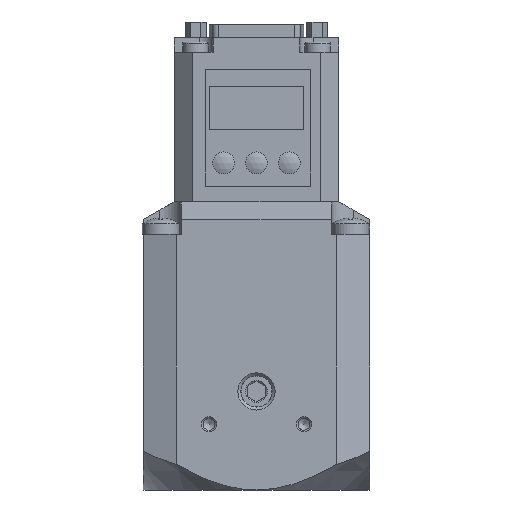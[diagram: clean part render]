
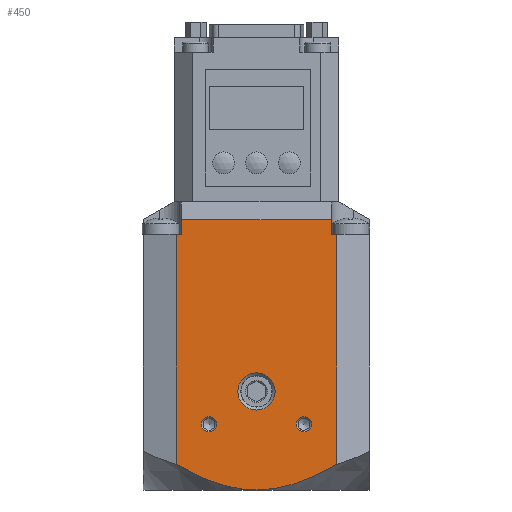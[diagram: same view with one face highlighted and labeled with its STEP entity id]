
A CAD part, front view. The second image highlights one B-rep face of the part: STEP entity #450.
In plain terms, the highlighted planar face has unit normal (0, -1, 0).
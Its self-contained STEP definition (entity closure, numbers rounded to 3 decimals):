
#450 = ADVANCED_FACE( '', ( #1068, #1069, #1070, #1071 ), #1072, .T. );
#1068 = FACE_OUTER_BOUND( '', #2227, .T. );
#1069 = FACE_BOUND( '', #2228, .T. );
#1070 = FACE_BOUND( '', #2229, .T. );
#1071 = FACE_BOUND( '', #2230, .T. );
#1072 = PLANE( '', #2231 );
#2227 = EDGE_LOOP( '', ( #4185, #4186, #4187, #4188, #4189, #4190, #4191, #4192, #4193 ) );
#2228 = EDGE_LOOP( '', ( #4194 ) );
#2229 = EDGE_LOOP( '', ( #4195 ) );
#2230 = EDGE_LOOP( '', ( #4196 ) );
#2231 = AXIS2_PLACEMENT_3D( '', #4197, #4198, #4199 );
#4185 = ORIENTED_EDGE( '', *, *, #6524, .T. );
#4186 = ORIENTED_EDGE( '', *, *, #6525, .T. );
#4187 = ORIENTED_EDGE( '', *, *, #6526, .F. );
#4188 = ORIENTED_EDGE( '', *, *, #6224, .T. );
#4189 = ORIENTED_EDGE( '', *, *, #6345, .T. );
#4190 = ORIENTED_EDGE( '', *, *, #6011, .F. );
#4191 = ORIENTED_EDGE( '', *, *, #6387, .T. );
#4192 = ORIENTED_EDGE( '', *, *, #6527, .T. );
#4193 = ORIENTED_EDGE( '', *, *, #6528, .T. );
#4194 = ORIENTED_EDGE( '', *, *, #6338, .T. );
#4195 = ORIENTED_EDGE( '', *, *, #6529, .T. );
#4196 = ORIENTED_EDGE( '', *, *, #6530, .T. );
#4197 = CARTESIAN_POINT( '', ( 22., -31., 0. ) );
#4198 = DIRECTION( '', ( 0., -1., 0. ) );
#4199 = DIRECTION( '', ( 0., 0., -1. ) );
#6011 = EDGE_CURVE( '', #6988, #6983, #6990, .T. );
#6224 = EDGE_CURVE( '', #7392, #7394, #7396, .T. );
#6338 = EDGE_CURVE( '', #7588, #7588, #7589, .T. );
#6345 = EDGE_CURVE( '', #7394, #6983, #7602, .T. );
#6387 = EDGE_CURVE( '', #6988, #7210, #7676, .T. );
#6524 = EDGE_CURVE( '', #7908, #7909, #7910, .T. );
#6525 = EDGE_CURVE( '', #7909, #7911, #7912, .T. );
#6526 = EDGE_CURVE( '', #7392, #7911, #7913, .T. );
#6527 = EDGE_CURVE( '', #7210, #7914, #7915, .T. );
#6528 = EDGE_CURVE( '', #7914, #7908, #7916, .T. );
#6529 = EDGE_CURVE( '', #7917, #7917, #7918, .T. );
#6530 = EDGE_CURVE( '', #7919, #7919, #7920, .T. );
#6983 = VERTEX_POINT( '', #8559 );
#6988 = VERTEX_POINT( '', #8566 );
#6990 = LINE( '', #8577, #8578 );
#7210 = VERTEX_POINT( '', #8907 );
#7392 = VERTEX_POINT( '', #9171 );
#7394 = VERTEX_POINT( '', #9174 );
#7396 = LINE( '', #9177, #9178 );
#7588 = VERTEX_POINT( '', #9482 );
#7589 = CIRCLE( '', #9483, 2.1 );
#7602 = LINE( '', #9500, #9501 );
#7676 = ( BOUNDED_CURVE(  )B_SPLINE_CURVE( 2, ( #9613, #9614, #9615 ), .UNSPECIFIED., .F., .F. )B_SPLINE_CURVE_WITH_KNOTS( ( 3, 3 ), ( 1.772, 4.577 ), .UNSPECIFIED. )CURVE(  )GEOMETRIC_REPRESENTATION_ITEM(  )RATIONAL_B_SPLINE_CURVE( ( 1.071, 1.092, 1. ) )REPRESENTATION_ITEM( '' ) );
#7908 = VERTEX_POINT( '', #9974 );
#7909 = VERTEX_POINT( '', #9975 );
#7910 = LINE( '', #9976, #9977 );
#7911 = VERTEX_POINT( '', #9978 );
#7912 = LINE( '', #9979, #9980 );
#7913 = LINE( '', #9981, #9982 );
#7914 = VERTEX_POINT( '', #9983 );
#7915 = ( BOUNDED_CURVE(  )B_SPLINE_CURVE( 2, ( #9986, #9987, #9988 ), .UNSPECIFIED., .F., .F. )B_SPLINE_CURVE_WITH_KNOTS( ( 3, 3 ), ( 4.577, 7.382 ), .UNSPECIFIED. )CURVE(  )GEOMETRIC_REPRESENTATION_ITEM(  )RATIONAL_B_SPLINE_CURVE( ( 1., 1.092, 1.071 ) )REPRESENTATION_ITEM( '' ) );
#7916 = LINE( '', #9994, #9995 );
#7917 = VERTEX_POINT( '', #9996 );
#7918 = CIRCLE( '', #9997, 2.1 );
#7919 = VERTEX_POINT( '', #9998 );
#7920 = CIRCLE( '', #9999, 5.1 );
#8559 = CARTESIAN_POINT( '', ( -22., -31., 70. ) );
#8566 = CARTESIAN_POINT( '', ( -22., -31., 7.013 ) );
#8577 = CARTESIAN_POINT( '', ( -22., -31., 7.013 ) );
#8578 = VECTOR( '', #11029, 1000. );
#8907 = CARTESIAN_POINT( '', ( 0., -31., 0. ) );
#9171 = CARTESIAN_POINT( '', ( -20.5, -31., 74.093 ) );
#9174 = CARTESIAN_POINT( '', ( -20.5, -31., 70. ) );
#9177 = CARTESIAN_POINT( '', ( -20.5, -31., 74.093 ) );
#9178 = VECTOR( '', #11316, 1000. );
#9482 = CARTESIAN_POINT( '', ( 15.1, -31., 18. ) );
#9483 = AXIS2_PLACEMENT_3D( '', #11462, #11463, #11464 );
#9500 = CARTESIAN_POINT( '', ( -20.5, -31., 70. ) );
#9501 = VECTOR( '', #11475, 1000. );
#9613 = CARTESIAN_POINT( '', ( -22., -31., 7.013 ) );
#9614 = CARTESIAN_POINT( '', ( -9.882, -31., 0. ) );
#9615 = CARTESIAN_POINT( '', ( 0., -31., 0. ) );
#9974 = CARTESIAN_POINT( '', ( 22., -31., 70. ) );
#9975 = CARTESIAN_POINT( '', ( 20.5, -31., 70. ) );
#9976 = CARTESIAN_POINT( '', ( 22., -31., 70. ) );
#9977 = VECTOR( '', #11730, 1000. );
#9978 = CARTESIAN_POINT( '', ( 20.5, -31., 74.093 ) );
#9979 = CARTESIAN_POINT( '', ( 20.5, -31., 70. ) );
#9980 = VECTOR( '', #11731, 1000. );
#9981 = CARTESIAN_POINT( '', ( -20.5, -31., 74.093 ) );
#9982 = VECTOR( '', #11732, 1000. );
#9983 = CARTESIAN_POINT( '', ( 22., -31., 7.013 ) );
#9986 = CARTESIAN_POINT( '', ( 0., -31., 0. ) );
#9987 = CARTESIAN_POINT( '', ( 9.882, -31., 0. ) );
#9988 = CARTESIAN_POINT( '', ( 22., -31., 7.013 ) );
#9994 = CARTESIAN_POINT( '', ( 22., -31., 7.013 ) );
#9995 = VECTOR( '', #11733, 1000. );
#9996 = CARTESIAN_POINT( '', ( -10.9, -31., 18. ) );
#9997 = AXIS2_PLACEMENT_3D( '', #11734, #11735, #11736 );
#9998 = CARTESIAN_POINT( '', ( 5.1, -31., 27. ) );
#9999 = AXIS2_PLACEMENT_3D( '', #11737, #11738, #11739 );
#11029 = DIRECTION( '', ( 0., 0., 1. ) );
#11316 = DIRECTION( '', ( 0., 0., -1. ) );
#11462 = CARTESIAN_POINT( '', ( 13., -31., 18. ) );
#11463 = DIRECTION( '', ( 0., 1., 0. ) );
#11464 = DIRECTION( '', ( 1., 0., 0. ) );
#11475 = DIRECTION( '', ( -1., 0., 0. ) );
#11730 = DIRECTION( '', ( -1., 0., 0. ) );
#11731 = DIRECTION( '', ( 0., 0., 1. ) );
#11732 = DIRECTION( '', ( 1., 0., 0. ) );
#11733 = DIRECTION( '', ( 0., 0., 1. ) );
#11734 = CARTESIAN_POINT( '', ( -13., -31., 18. ) );
#11735 = DIRECTION( '', ( 0., 1., 0. ) );
#11736 = DIRECTION( '', ( 1., 0., 0. ) );
#11737 = CARTESIAN_POINT( '', ( 0., -31., 27. ) );
#11738 = DIRECTION( '', ( 0., 1., 0. ) );
#11739 = DIRECTION( '', ( 1., 0., 0. ) );
